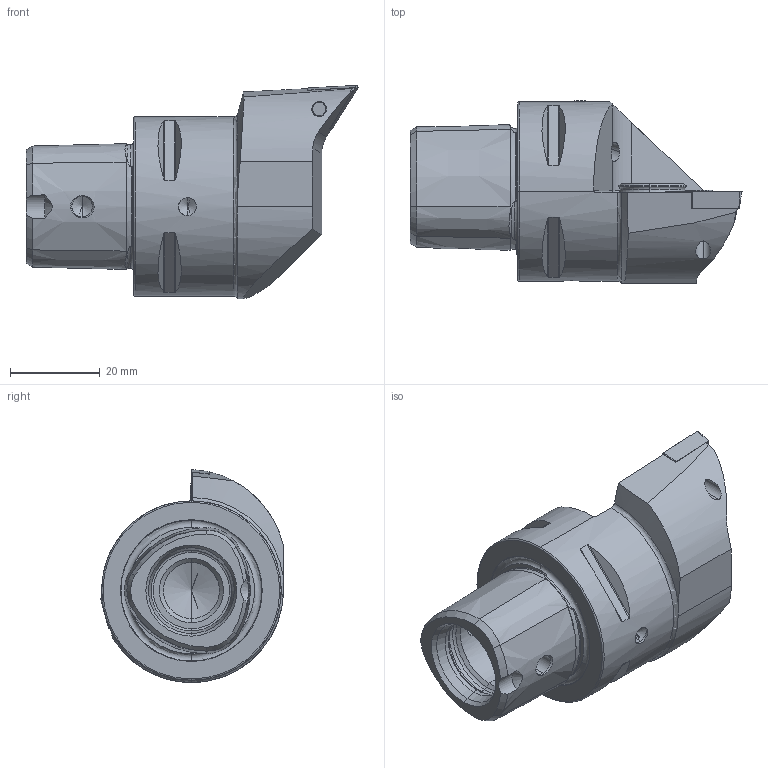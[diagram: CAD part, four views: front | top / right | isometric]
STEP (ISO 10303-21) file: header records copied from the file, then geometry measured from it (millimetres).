
FILE_DESCRIPTION (( 'STEP AP214' ), '1' );
FILE_NAME ('PS4.KDB.LJA.050-HP.STEP', '2020-09-11T11:48:08', ( '' ), ( '' ), 'SwSTEP 2.0', 'SolidWorks 2017', '' );
FILE_SCHEMA (( 'AUTOMOTIVE_DESIGN' ));
Length unit declared in the file: millimetre
Products named in the file (10): CHP-ER1.015.006; DIN 7991 - M5x15; CHP-ER1.015.006_A; CHP-ER1.008.011_A; PS4-KDB.LJA.050-HP_B; WCB-ER2.001.009_A; ISO 8752 2x8; DIN 3771 - 13x1; PS4.KDB.LJA.050-HP; DCMT11T304
Assembly tree (9 placements, depth 3):
  PS4.KDB.LJA.050-HP
    PS4-KDB.LJA.050-HP_B
    WCB-ER2.001.009_A
    CHP-ER1.008.011_A
    ISO 8752 2x8
    CHP-ER1.015.006
      CHP-ER1.015.006_A
      DIN 3771 - 13x1
      DIN 7991 - M5x15
    DCMT11T304
Bounding box: 74 x 40.72 x 47.5 mm (x, y, z)
Volume: 48655.3 mm3; surface area: 15155.2 mm2
Topology: 8 solids, 8 shells, 387 faces, 932 edges, 552 vertices
Faces by surface type: cone 119, cylinder 102, plane 91, torus 57, bspline 16, sphere 2
Entity records: 13065 total; most frequent: CARTESIAN_POINT 3920, ORIENTED_EDGE 1820, DIRECTION 1809, EDGE_CURVE 910, AXIS2_PLACEMENT_3D 741, VERTEX_POINT 552, EDGE_LOOP 416, FACE_OUTER_BOUND 387
